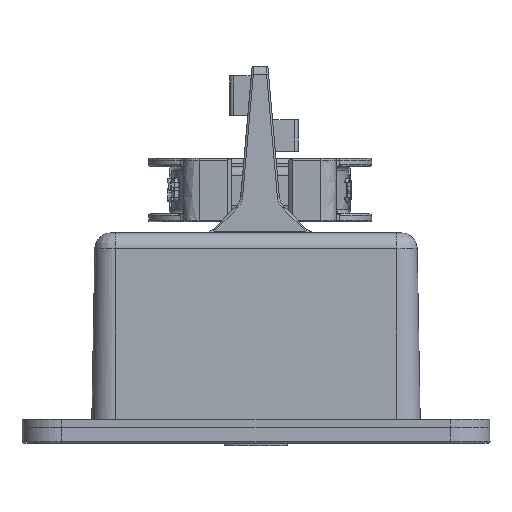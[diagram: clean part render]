
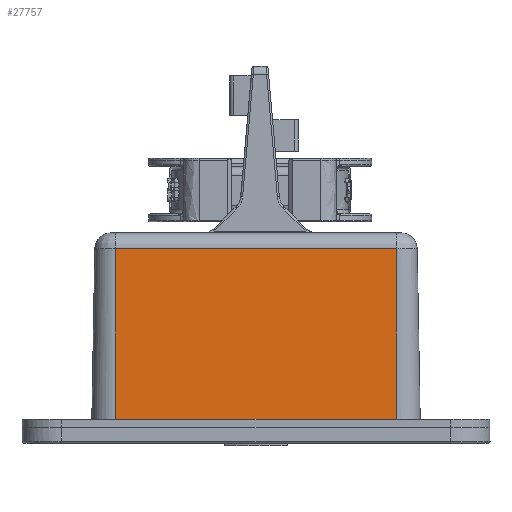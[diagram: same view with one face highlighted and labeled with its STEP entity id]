
A CAD part, front view. The second image highlights one B-rep face of the part: STEP entity #27757.
In plain terms, the highlighted free-form (B-spline) face has degree [1, 1] with [2, 2] control points.
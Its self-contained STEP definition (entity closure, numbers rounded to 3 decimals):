
#27298=CARTESIAN_POINT('V163',(17.75,
   -16.572,24.535));
#27299=VERTEX_POINT('V163',#27298);
#27345=CARTESIAN_POINT('V162',(-17.75,
   -16.572,24.535));
#27346=VERTEX_POINT('V162',#27345);
#27360=CARTESIAN_POINT('E235',(17.75,
   -16.572,24.535));
#27361=CARTESIAN_POINT('E235',(-17.75,
   -16.572,24.535));
#27362=B_SPLINE_CURVE_WITH_KNOTS('E235',1,(#27360,#27361),
   .POLYLINE_FORM.,.F.,.U.,(2,2),(2.0,13.427),
   .UNSPECIFIED.);
#27363=EDGE_CURVE('E235',#27299,#27346,#27362,.T.);
#27711=CARTESIAN_POINT('V129',(17.75,
   -16.948,3.0));
#27712=VERTEX_POINT('V129',#27711);
#27728=CARTESIAN_POINT('E234',(17.75,
   -16.948,3.0));
#27729=CARTESIAN_POINT('E234',(17.75,
   -16.572,24.535));
#27730=B_SPLINE_CURVE_WITH_KNOTS('E234',1,(#27728,#27729),
   .POLYLINE_FORM.,.F.,.U.,(2,2),(0.113,
   0.926),.UNSPECIFIED.);
#27731=EDGE_CURVE('E234',#27712,#27299,#27730,.T.);
#27736=CARTESIAN_POINT('F77',(-17.75,-17.0,0.0));
#27737=CARTESIAN_POINT('F77',(17.75,-17.0,0.0));
#27738=CARTESIAN_POINT('F77',(-17.75,
   -16.537,26.5));
#27739=CARTESIAN_POINT('F77',(17.75,-16.537,
   26.5));
#27740=B_SPLINE_SURFACE_WITH_KNOTS('F77',1,1,((#27736,#27738),(
   #27737,#27739)),.PLANE_SURF.,.F.,.F.,.U.,(2,2),(2,2),(0.0,
   1.339),(0.0,1.0),.UNSPECIFIED.);
#27741=CARTESIAN_POINT('V130',(-17.75,
   -16.948,3.0));
#27742=VERTEX_POINT('V130',#27741);
#27743=CARTESIAN_POINT('E172',(-17.75,
   -16.948,3.0));
#27744=CARTESIAN_POINT('E172',(17.75,
   -16.948,3.0));
#27745=QUASI_UNIFORM_CURVE('E172',1,(#27743,#27744),.POLYLINE_FORM.,
   .F.,.U.);
#27746=EDGE_CURVE('E172',#27742,#27712,#27745,.T.);
#27747=ORIENTED_EDGE('E172',*,*,#27746,.T.);
#27748=ORIENTED_EDGE('F78',*,*,#27731,.T.);
#27749=ORIENTED_EDGE('F223',*,*,#27363,.T.);
#27750=CARTESIAN_POINT('E232',(-17.75,
   -16.948,3.0));
#27751=CARTESIAN_POINT('E232',(-17.75,
   -16.572,24.535));
#27752=B_SPLINE_CURVE_WITH_KNOTS('E232',1,(#27750,#27751),
   .POLYLINE_FORM.,.F.,.U.,(2,2),(0.542,
   4.431),.UNSPECIFIED.);
#27753=EDGE_CURVE('E232',#27742,#27346,#27752,.T.);
#27754=ORIENTED_EDGE('E232',*,*,#27753,.F.);
#27755=EDGE_LOOP('F77',(#27747,#27748,#27749,#27754));
#27756=FACE_OUTER_BOUND('F77',#27755,.T.);
#27757=ADVANCED_FACE('F77',(#27756),#27740,.T.);
